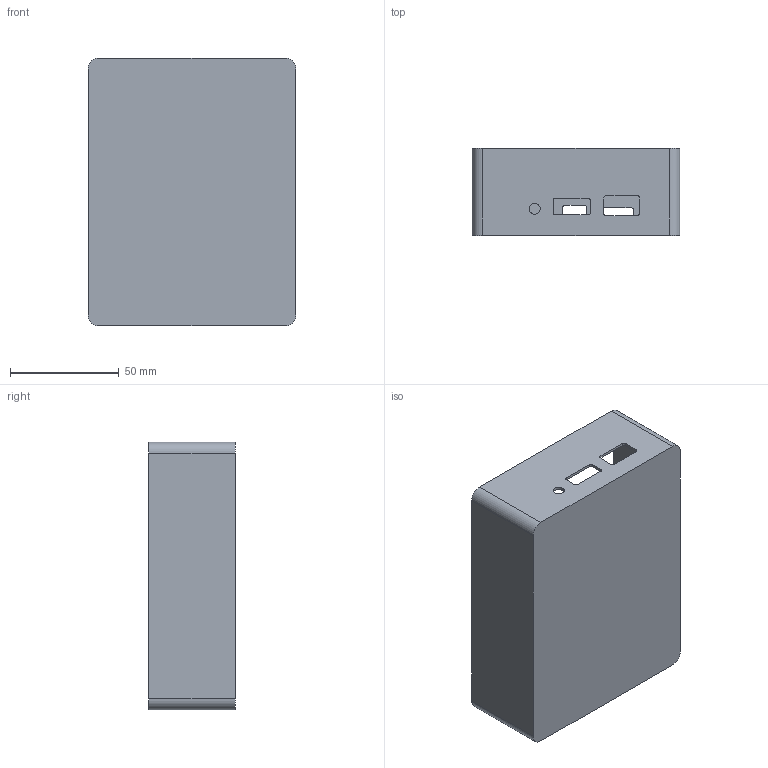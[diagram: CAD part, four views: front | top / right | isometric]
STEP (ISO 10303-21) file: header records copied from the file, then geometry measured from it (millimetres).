
FILE_DESCRIPTION(/* description */ (''),/* implementation_level */ '2;1');
FILE_NAME(/* name */ 'PrismGCNew.stp',/* time_stamp */ '2023-08-09T20:25:58+08:00',/* author */ ('liyuxuan'),/* organization */ (''),/* preprocessor_version */ 'ST-DEVELOPER v19.2',/* originating_system */ 'Autodesk Inventor 2024',/* authorisation */ '');
FILE_SCHEMA (('AUTOMOTIVE_DESIGN { 1 0 10303 214 3 1 1 }'));
Length unit declared in the file: millimetre
Products named in the file (1): PrismGCNew
Bounding box: 95.4 x 39.8 x 122.78 mm (x, y, z)
Volume: 73763 mm3; surface area: 54999.3 mm2
Topology: 1 solids, 1 shells, 100 faces, 286 edges, 188 vertices
Faces by surface type: cylinder 57, plane 35, cone 8
Full cylindrical faces by diameter (mm): 2.459 x8, 5 x1
Entity records: 3332 total; most frequent: DIRECTION 593, CARTESIAN_POINT 578, ORIENTED_EDGE 556, EDGE_CURVE 278, AXIS2_PLACEMENT_3D 215, VERTEX_POINT 188, LINE 163, VECTOR 163
